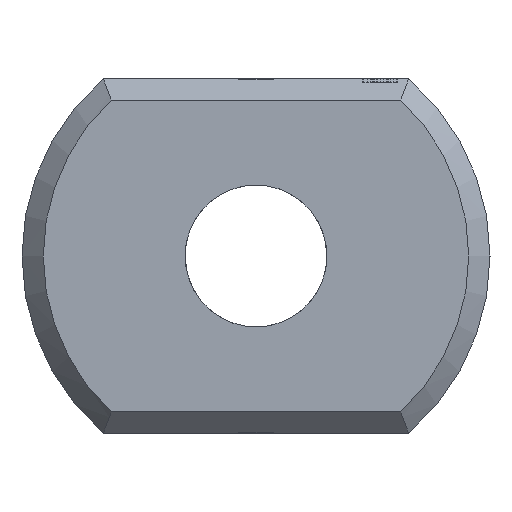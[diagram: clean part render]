
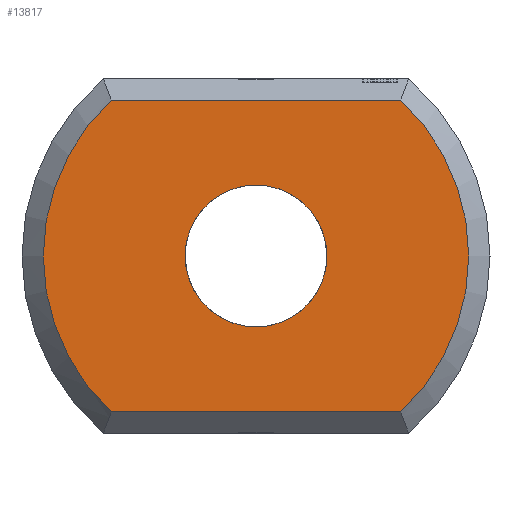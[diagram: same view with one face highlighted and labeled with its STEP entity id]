
A CAD part, left-side view. The second image highlights one B-rep face of the part: STEP entity #13817.
In plain terms, the highlighted planar face has unit normal (-1, 0, 0).
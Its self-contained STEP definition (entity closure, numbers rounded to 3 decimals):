
#3443 = VERTEX_POINT('',#3444);
#3444 = CARTESIAN_POINT('',(0.,-2.04,2.2));
#3453 = VERTEX_POINT('',#3454);
#3454 = CARTESIAN_POINT('',(0.,-2.04,-2.2));
#3461 = EDGE_CURVE('',#3443,#3453,#3462,.T.);
#3462 = CIRCLE('',#3463,3.);
#3463 = AXIS2_PLACEMENT_3D('',#3464,#3465,#3466);
#3464 = CARTESIAN_POINT('',(0.,0.,0.));
#3465 = DIRECTION('',(1.,0.,0.));
#3466 = DIRECTION('',(0.,-0.653,0.758)
  );
#3980 = VERTEX_POINT('',#3981);
#3981 = CARTESIAN_POINT('',(0.,2.04,2.2));
#3988 = EDGE_CURVE('',#3443,#3980,#3989,.T.);
#3989 = LINE('',#3990,#3991);
#3990 = CARTESIAN_POINT('',(0.,-2.154,2.2));
#3991 = VECTOR('',#3992,1.);
#3992 = DIRECTION('',(0.,1.,0.));
#13817 = ADVANCED_FACE('',(#13818,#13837),#13848,.F.);
#13818 = FACE_BOUND('',#13819,.F.);
#13819 = EDGE_LOOP('',(#13820,#13829,#13830,#13831));
#13820 = ORIENTED_EDGE('',*,*,#13821,.T.);
#13821 = EDGE_CURVE('',#13822,#3980,#13824,.T.);
#13822 = VERTEX_POINT('',#13823);
#13823 = CARTESIAN_POINT('',(0.,2.04,-2.2));
#13824 = CIRCLE('',#13825,3.);
#13825 = AXIS2_PLACEMENT_3D('',#13826,#13827,#13828);
#13826 = CARTESIAN_POINT('',(0.,0.,0.));
#13827 = DIRECTION('',(1.,0.,0.));
#13828 = DIRECTION('',(0.,0.653,-0.758)
  );
#13829 = ORIENTED_EDGE('',*,*,#3988,.F.);
#13830 = ORIENTED_EDGE('',*,*,#3461,.T.);
#13831 = ORIENTED_EDGE('',*,*,#13832,.T.);
#13832 = EDGE_CURVE('',#3453,#13822,#13833,.T.);
#13833 = LINE('',#13834,#13835);
#13834 = CARTESIAN_POINT('',(0.,-2.154,-2.2));
#13835 = VECTOR('',#13836,1.);
#13836 = DIRECTION('',(0.,1.,0.));
#13837 = FACE_BOUND('',#13838,.T.);
#13838 = EDGE_LOOP('',(#13839));
#13839 = ORIENTED_EDGE('',*,*,#13840,.T.);
#13840 = EDGE_CURVE('',#13841,#13841,#13843,.T.);
#13841 = VERTEX_POINT('',#13842);
#13842 = CARTESIAN_POINT('',(0.,1.,0.)
  );
#13843 = CIRCLE('',#13844,1.);
#13844 = AXIS2_PLACEMENT_3D('',#13845,#13846,#13847);
#13845 = CARTESIAN_POINT('',(0.,0.,0.));
#13846 = DIRECTION('',(1.,0.,0.));
#13847 = DIRECTION('',(0.,1.,0.));
#13848 = PLANE('',#13849);
#13849 = AXIS2_PLACEMENT_3D('',#13850,#13851,#13852);
#13850 = CARTESIAN_POINT('',(0.,0.,0.));
#13851 = DIRECTION('',(1.,0.,0.));
#13852 = DIRECTION('',(0.,0.,1.));
